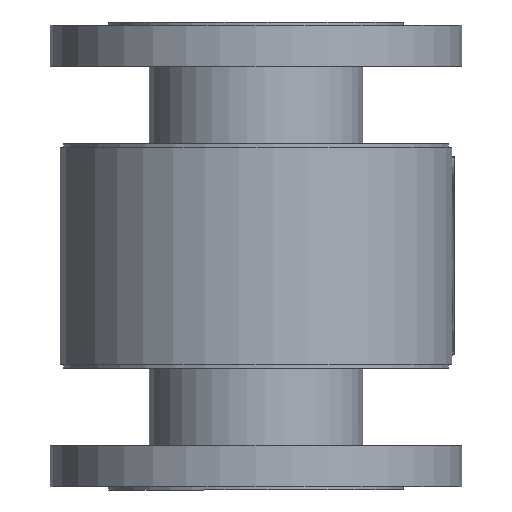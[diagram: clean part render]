
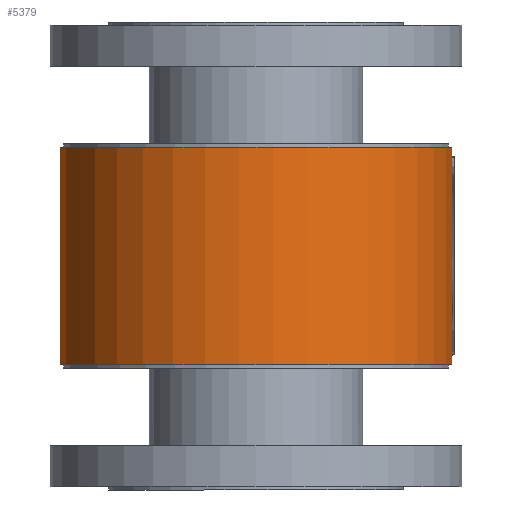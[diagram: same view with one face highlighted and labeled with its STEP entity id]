
A CAD part, front view. The second image highlights one B-rep face of the part: STEP entity #5379.
In plain terms, the highlighted cylindrical face has radius 105 mm (diameter 210 mm), a partial arc.
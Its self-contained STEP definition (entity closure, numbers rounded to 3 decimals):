
#452=LINE('',#9172,#735);
#453=LINE('',#9175,#736);
#735=VECTOR('',#7065,10.);
#736=VECTOR('',#7068,10.);
#886=CYLINDRICAL_SURFACE('',#5895,105.);
#1167=FACE_OUTER_BOUND('',#1548,.T.);
#1548=EDGE_LOOP('',(#4051,#4052,#4053,#4054));
#1865=CIRCLE('',#5894,105.);
#1866=CIRCLE('',#5896,105.);
#2283=VERTEX_POINT('',#9166);
#2284=VERTEX_POINT('',#9167);
#2285=VERTEX_POINT('',#9171);
#2286=VERTEX_POINT('',#9173);
#2900=EDGE_CURVE('',#2284,#2283,#1865,.T.);
#2901=EDGE_CURVE('',#2285,#2284,#452,.T.);
#2902=EDGE_CURVE('',#2286,#2285,#1866,.T.);
#2903=EDGE_CURVE('',#2283,#2286,#453,.T.);
#4051=ORIENTED_EDGE('',*,*,#2901,.F.);
#4052=ORIENTED_EDGE('',*,*,#2902,.F.);
#4053=ORIENTED_EDGE('',*,*,#2903,.F.);
#4054=ORIENTED_EDGE('',*,*,#2900,.F.);
#5379=ADVANCED_FACE('',(#1167),#886,.T.);
#5894=AXIS2_PLACEMENT_3D('',#9169,#7061,#7062);
#5895=AXIS2_PLACEMENT_3D('',#9170,#7063,#7064);
#5896=AXIS2_PLACEMENT_3D('',#9174,#7066,#7067);
#7061=DIRECTION('center_axis',(0.,0.,-1.));
#7062=DIRECTION('ref_axis',(-0.574,0.819,0.));
#7063=DIRECTION('center_axis',(0.,0.,1.));
#7064=DIRECTION('ref_axis',(0.,-1.,0.));
#7065=DIRECTION('',(0.,0.,-1.));
#7066=DIRECTION('center_axis',(0.,0.,1.));
#7067=DIRECTION('ref_axis',(-0.574,0.819,0.));
#7068=DIRECTION('',(0.,0.,1.));
#9166=CARTESIAN_POINT('',(-78.204,89.971,-58.));
#9167=CARTESIAN_POINT('',(42.278,89.971,-58.));
#9169=CARTESIAN_POINT('Origin',(-17.963,3.971,-58.));
#9170=CARTESIAN_POINT('Origin',(-17.963,3.971,0.));
#9171=CARTESIAN_POINT('',(42.278,89.971,58.));
#9172=CARTESIAN_POINT('',(42.278,89.971,0.));
#9173=CARTESIAN_POINT('',(-78.204,89.971,58.));
#9174=CARTESIAN_POINT('Origin',(-17.963,3.971,58.));
#9175=CARTESIAN_POINT('',(-78.204,89.971,0.));
